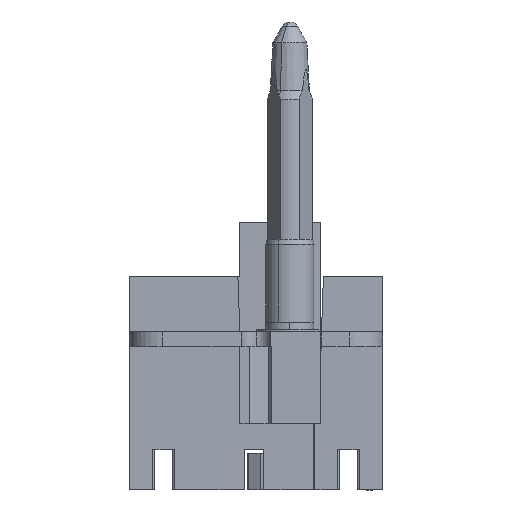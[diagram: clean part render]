
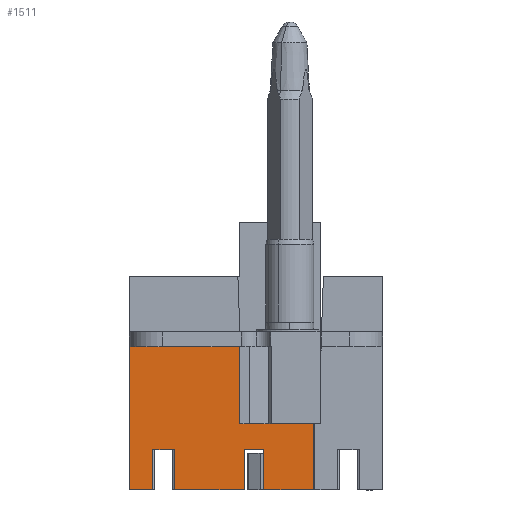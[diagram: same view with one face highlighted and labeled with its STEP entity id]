
A CAD part, front view. The second image highlights one B-rep face of the part: STEP entity #1511.
In plain terms, the highlighted planar face has unit normal (0, -1, 0).
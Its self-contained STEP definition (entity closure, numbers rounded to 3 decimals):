
#1244=AXIS2_PLACEMENT_3D('Plane Axis2P3D',#1241,#1242,#1243) ;
#71=CARTESIAN_POINT('Vertex',(0.,8.6,0.)) ;
#74=CARTESIAN_POINT('Line Origine',(0.,8.6,9.75)) ;
#78=CARTESIAN_POINT('Vertex',(0.,8.6,19.5)) ;
#1241=CARTESIAN_POINT('Axis2P3D Location',(0.,8.6,0.)) ;
#1406=CARTESIAN_POINT('Line Origine',(10.869,8.6,0.)) ;
#1410=CARTESIAN_POINT('Vertex',(15.6,8.6,0.)) ;
#1412=CARTESIAN_POINT('Vertex',(6.138,8.6,0.)) ;
#1415=CARTESIAN_POINT('Line Origine',(15.6,8.6,2.75)) ;
#1419=CARTESIAN_POINT('Vertex',(15.6,8.6,5.5)) ;
#1422=CARTESIAN_POINT('Line Origine',(16.93,8.6,5.5)) ;
#1426=CARTESIAN_POINT('Vertex',(18.26,8.6,5.5)) ;
#1429=CARTESIAN_POINT('Line Origine',(18.26,8.6,2.75)) ;
#1433=CARTESIAN_POINT('Vertex',(18.26,8.6,0.)) ;
#1436=CARTESIAN_POINT('Line Origine',(21.63,8.6,0.)) ;
#1440=CARTESIAN_POINT('Vertex',(25.,8.6,0.)) ;
#1443=CARTESIAN_POINT('Line Origine',(25.,8.6,4.5)) ;
#1447=CARTESIAN_POINT('Vertex',(25.,8.6,9.)) ;
#1450=CARTESIAN_POINT('Line Origine',(20.,8.6,9.)) ;
#1454=CARTESIAN_POINT('Vertex',(15.,8.6,9.)) ;
#1457=CARTESIAN_POINT('Line Origine',(15.,8.6,14.25)) ;
#1461=CARTESIAN_POINT('Vertex',(15.,8.6,19.5)) ;
#1464=CARTESIAN_POINT('Line Origine',(7.5,8.6,19.5)) ;
#1469=CARTESIAN_POINT('Line Origine',(1.581,8.6,0.)) ;
#1473=CARTESIAN_POINT('Vertex',(3.163,8.6,0.)) ;
#1476=CARTESIAN_POINT('Line Origine',(3.163,8.6,2.75)) ;
#1480=CARTESIAN_POINT('Vertex',(3.163,8.6,5.5)) ;
#1483=CARTESIAN_POINT('Line Origine',(4.65,8.6,5.5)) ;
#1487=CARTESIAN_POINT('Vertex',(6.138,8.6,5.5)) ;
#1490=CARTESIAN_POINT('Line Origine',(6.138,8.6,2.75)) ;
#75=DIRECTION('Vector Direction',(0.,0.,1.)) ;
#1242=DIRECTION('Axis2P3D Direction',(0.,-1.,0.)) ;
#1243=DIRECTION('Axis2P3D XDirection',(1.,0.,0.)) ;
#1407=DIRECTION('Vector Direction',(1.,0.,0.)) ;
#1416=DIRECTION('Vector Direction',(0.,0.,1.)) ;
#1423=DIRECTION('Vector Direction',(1.,0.,0.)) ;
#1430=DIRECTION('Vector Direction',(0.,0.,1.)) ;
#1437=DIRECTION('Vector Direction',(1.,0.,0.)) ;
#1444=DIRECTION('Vector Direction',(0.,0.,1.)) ;
#1451=DIRECTION('Vector Direction',(-1.,0.,0.)) ;
#1458=DIRECTION('Vector Direction',(0.,0.,1.)) ;
#1465=DIRECTION('Vector Direction',(1.,0.,0.)) ;
#1470=DIRECTION('Vector Direction',(1.,0.,0.)) ;
#1477=DIRECTION('Vector Direction',(0.,0.,1.)) ;
#1484=DIRECTION('Vector Direction',(1.,0.,0.)) ;
#1491=DIRECTION('Vector Direction',(0.,0.,1.)) ;
#76=VECTOR('Line Direction',#75,1.) ;
#1408=VECTOR('Line Direction',#1407,1.) ;
#1417=VECTOR('Line Direction',#1416,1.) ;
#1424=VECTOR('Line Direction',#1423,1.) ;
#1431=VECTOR('Line Direction',#1430,1.) ;
#1438=VECTOR('Line Direction',#1437,1.) ;
#1445=VECTOR('Line Direction',#1444,1.) ;
#1452=VECTOR('Line Direction',#1451,1.) ;
#1459=VECTOR('Line Direction',#1458,1.) ;
#1466=VECTOR('Line Direction',#1465,1.) ;
#1471=VECTOR('Line Direction',#1470,1.) ;
#1478=VECTOR('Line Direction',#1477,1.) ;
#1485=VECTOR('Line Direction',#1484,1.) ;
#1492=VECTOR('Line Direction',#1491,1.) ;
#1496=ORIENTED_EDGE('',*,*,#1414,.F.) ;
#1497=ORIENTED_EDGE('',*,*,#1421,.T.) ;
#1498=ORIENTED_EDGE('',*,*,#1428,.T.) ;
#1499=ORIENTED_EDGE('',*,*,#1435,.F.) ;
#1500=ORIENTED_EDGE('',*,*,#1442,.F.) ;
#1501=ORIENTED_EDGE('',*,*,#1449,.T.) ;
#1502=ORIENTED_EDGE('',*,*,#1456,.F.) ;
#1503=ORIENTED_EDGE('',*,*,#1463,.T.) ;
#1504=ORIENTED_EDGE('',*,*,#1468,.F.) ;
#1505=ORIENTED_EDGE('',*,*,#80,.F.) ;
#1506=ORIENTED_EDGE('',*,*,#1475,.F.) ;
#1507=ORIENTED_EDGE('',*,*,#1482,.T.) ;
#1508=ORIENTED_EDGE('',*,*,#1489,.F.) ;
#1509=ORIENTED_EDGE('',*,*,#1494,.F.) ;
#1511=ADVANCED_FACE('Hauptk\X2\00F6\X0\rper',(#1510),#1245,.T.) ;
#80=EDGE_CURVE('',#72,#79,#77,.T.) ;
#1414=EDGE_CURVE('',#1411,#1413,#1409,.F.) ;
#1421=EDGE_CURVE('',#1411,#1420,#1418,.T.) ;
#1428=EDGE_CURVE('',#1420,#1427,#1425,.T.) ;
#1435=EDGE_CURVE('',#1434,#1427,#1432,.T.) ;
#1442=EDGE_CURVE('',#1441,#1434,#1439,.F.) ;
#1449=EDGE_CURVE('',#1441,#1448,#1446,.T.) ;
#1456=EDGE_CURVE('',#1455,#1448,#1453,.F.) ;
#1463=EDGE_CURVE('',#1455,#1462,#1460,.T.) ;
#1468=EDGE_CURVE('',#79,#1462,#1467,.T.) ;
#1475=EDGE_CURVE('',#1474,#72,#1472,.F.) ;
#1482=EDGE_CURVE('',#1474,#1481,#1479,.T.) ;
#1489=EDGE_CURVE('',#1488,#1481,#1486,.F.) ;
#1494=EDGE_CURVE('',#1413,#1488,#1493,.T.) ;
#1495=EDGE_LOOP('',(#1496,#1497,#1498,#1499,#1500,#1501,#1502,#1503,#1504,#1505,#1506,#1507,#1508,#1509)) ;
#1510=FACE_OUTER_BOUND('',#1495,.T.) ;
#77=LINE('Line',#74,#76) ;
#1409=LINE('Line',#1406,#1408) ;
#1418=LINE('Line',#1415,#1417) ;
#1425=LINE('Line',#1422,#1424) ;
#1432=LINE('Line',#1429,#1431) ;
#1439=LINE('Line',#1436,#1438) ;
#1446=LINE('Line',#1443,#1445) ;
#1453=LINE('Line',#1450,#1452) ;
#1460=LINE('Line',#1457,#1459) ;
#1467=LINE('Line',#1464,#1466) ;
#1472=LINE('Line',#1469,#1471) ;
#1479=LINE('Line',#1476,#1478) ;
#1486=LINE('Line',#1483,#1485) ;
#1493=LINE('Line',#1490,#1492) ;
#1245=PLANE('',#1244) ;
#72=VERTEX_POINT('',#71) ;
#79=VERTEX_POINT('',#78) ;
#1411=VERTEX_POINT('',#1410) ;
#1413=VERTEX_POINT('',#1412) ;
#1420=VERTEX_POINT('',#1419) ;
#1427=VERTEX_POINT('',#1426) ;
#1434=VERTEX_POINT('',#1433) ;
#1441=VERTEX_POINT('',#1440) ;
#1448=VERTEX_POINT('',#1447) ;
#1455=VERTEX_POINT('',#1454) ;
#1462=VERTEX_POINT('',#1461) ;
#1474=VERTEX_POINT('',#1473) ;
#1481=VERTEX_POINT('',#1480) ;
#1488=VERTEX_POINT('',#1487) ;
